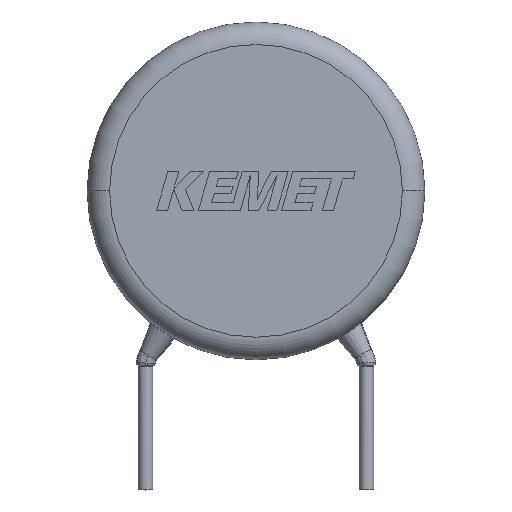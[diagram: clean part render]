
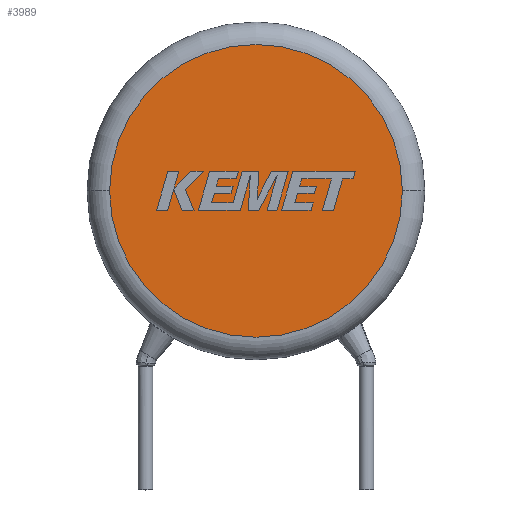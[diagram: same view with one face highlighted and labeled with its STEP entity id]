
A CAD part, top view. The second image highlights one B-rep face of the part: STEP entity #3989.
In plain terms, the highlighted planar face has unit normal (0, 0, 1).
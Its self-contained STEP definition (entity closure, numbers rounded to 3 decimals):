
#55 = DIRECTION ( 'NONE',  ( 0., 0., 1. ) ) ;
#483 = CIRCLE ( 'NONE', #3716, 6.5 ) ;
#581 = DIRECTION ( 'NONE',  ( 0., 0., 1. ) ) ;
#593 = DIRECTION ( 'NONE',  ( 1., 0., 0. ) ) ;
#635 = PLANE ( 'NONE',  #1367 ) ;
#727 = FACE_OUTER_BOUND ( 'NONE', #1627, .T. ) ;
#819 = EDGE_CURVE ( 'NONE', #2021, #3051, #4011, .T. ) ;
#956 = CARTESIAN_POINT ( 'NONE',  ( 0., 0., 5. ) ) ;
#957 = CARTESIAN_POINT ( 'NONE',  ( 0., 0., 5. ) ) ;
#1367 = AXIS2_PLACEMENT_3D ( 'NONE', #956, #55, #1973 ) ;
#1420 = EDGE_CURVE ( 'NONE', #3051, #2021, #483, .T. ) ;
#1627 = EDGE_LOOP ( 'NONE', ( #2289, #2690 ) ) ;
#1856 = CARTESIAN_POINT ( 'NONE',  ( 0., 0., 5. ) ) ;
#1973 = DIRECTION ( 'NONE',  ( 1., 0., 0. ) ) ;
#2021 = VERTEX_POINT ( 'NONE', #3337 ) ;
#2145 = DIRECTION ( 'NONE',  ( 0., 0., 1. ) ) ;
#2289 = ORIENTED_EDGE ( 'NONE', *, *, #819, .T. ) ;
#2341 = CARTESIAN_POINT ( 'NONE',  ( -6.5, 0., 5. ) ) ;
#2690 = ORIENTED_EDGE ( 'NONE', *, *, #1420, .T. ) ;
#3051 = VERTEX_POINT ( 'NONE', #2341 ) ;
#3237 = DIRECTION ( 'NONE',  ( 1., 0., 0. ) ) ;
#3337 = CARTESIAN_POINT ( 'NONE',  ( 6.5, 0., 5. ) ) ;
#3716 = AXIS2_PLACEMENT_3D ( 'NONE', #957, #581, #3237 ) ;
#3989 = ADVANCED_FACE ( 'NONE', ( #727 ), #635, .T. ) ;
#4011 = CIRCLE ( 'NONE', #4155, 6.5 ) ;
#4155 = AXIS2_PLACEMENT_3D ( 'NONE', #1856, #2145, #593 ) ;
